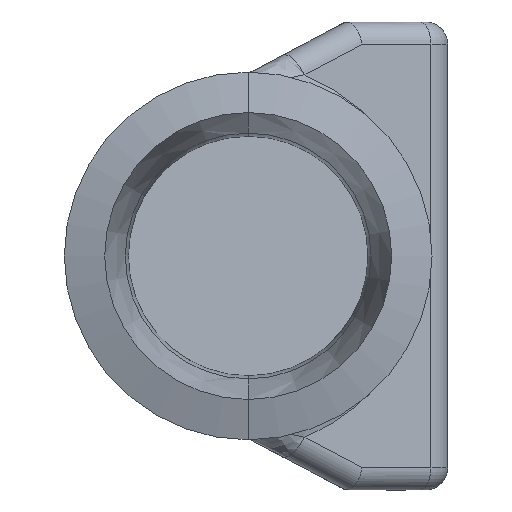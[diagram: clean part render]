
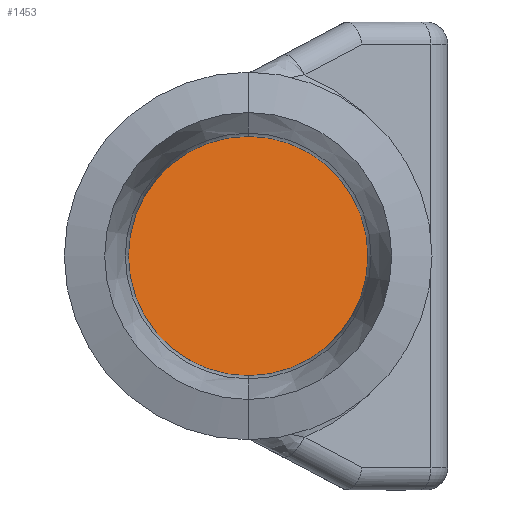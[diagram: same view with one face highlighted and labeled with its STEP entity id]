
A CAD part, left-side view. The second image highlights one B-rep face of the part: STEP entity #1453.
In plain terms, the highlighted planar face has unit normal (-0.866, -0.5, 0).
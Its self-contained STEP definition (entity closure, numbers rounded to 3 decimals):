
#91 =( BOUNDED_CURVE ( )  B_SPLINE_CURVE ( 3, ( #815, #909, #1554, #1427 ),
 .UNSPECIFIED., .F., .F. ) 
 B_SPLINE_CURVE_WITH_KNOTS ( ( 4, 4 ),
 ( 1.571, 4.712 ),
 .UNSPECIFIED. ) 
 CURVE ( )  GEOMETRIC_REPRESENTATION_ITEM ( )  RATIONAL_B_SPLINE_CURVE ( ( 1., 0.333, 0.333, 1. ) ) 
 REPRESENTATION_ITEM ( '' )  );
#106 = PLANE ( 'NONE',  #1227 ) ;
#244 = VERTEX_POINT ( 'NONE', #747 ) ;
#258 = ORIENTED_EDGE ( 'NONE', *, *, #1319, .T. ) ;
#507 = EDGE_LOOP ( 'NONE', ( #1445, #258 ) ) ;
#542 = CARTESIAN_POINT ( 'NONE',  ( 71.768, 21.5, -10.75 ) ) ;
#570 = CARTESIAN_POINT ( 'NONE',  ( 84.181, 0., 10.75 ) ) ;
#747 = CARTESIAN_POINT ( 'NONE',  ( 84.181, 0., -10.75 ) ) ;
#765 = CARTESIAN_POINT ( 'NONE',  ( 84.181, 0., 10.75 ) ) ;
#815 = CARTESIAN_POINT ( 'NONE',  ( 84.181, 0., -10.75 ) ) ;
#909 = CARTESIAN_POINT ( 'NONE',  ( 96.594, -21.5, -10.75 ) ) ;
#1088 =( BOUNDED_CURVE ( )  B_SPLINE_CURVE ( 3, ( #765, #1295, #542, #1276 ),
 .UNSPECIFIED., .F., .F. ) 
 B_SPLINE_CURVE_WITH_KNOTS ( ( 4, 4 ),
 ( 4.712, 7.854 ),
 .UNSPECIFIED. ) 
 CURVE ( )  GEOMETRIC_REPRESENTATION_ITEM ( )  RATIONAL_B_SPLINE_CURVE ( ( 1., 0.333, 0.333, 1. ) ) 
 REPRESENTATION_ITEM ( '' )  );
#1099 = CARTESIAN_POINT ( 'NONE',  ( 93.938, -16.9, -60.755 ) ) ;
#1227 = AXIS2_PLACEMENT_3D ( 'NONE', #1099, #1348, #1603 ) ;
#1231 = FACE_OUTER_BOUND ( 'NONE', #507, .T. ) ;
#1252 = EDGE_CURVE ( 'NONE', #1597, #244, #1088, .T. ) ;
#1276 = CARTESIAN_POINT ( 'NONE',  ( 84.181, 0., -10.75 ) ) ;
#1295 = CARTESIAN_POINT ( 'NONE',  ( 71.768, 21.5, 10.75 ) ) ;
#1319 = EDGE_CURVE ( 'NONE', #244, #1597, #91, .T. ) ;
#1348 = DIRECTION ( 'NONE',  ( -0.866, -0.5, 0. ) ) ;
#1427 = CARTESIAN_POINT ( 'NONE',  ( 84.181, 0., 10.75 ) ) ;
#1445 = ORIENTED_EDGE ( 'NONE', *, *, #1252, .T. ) ;
#1453 = ADVANCED_FACE ( 'NONE', ( #1231 ), #106, .T. ) ;
#1554 = CARTESIAN_POINT ( 'NONE',  ( 96.594, -21.5, 10.75 ) ) ;
#1597 = VERTEX_POINT ( 'NONE', #570 ) ;
#1603 = DIRECTION ( 'NONE',  ( 0.5, -0.866, 0. ) ) ;
